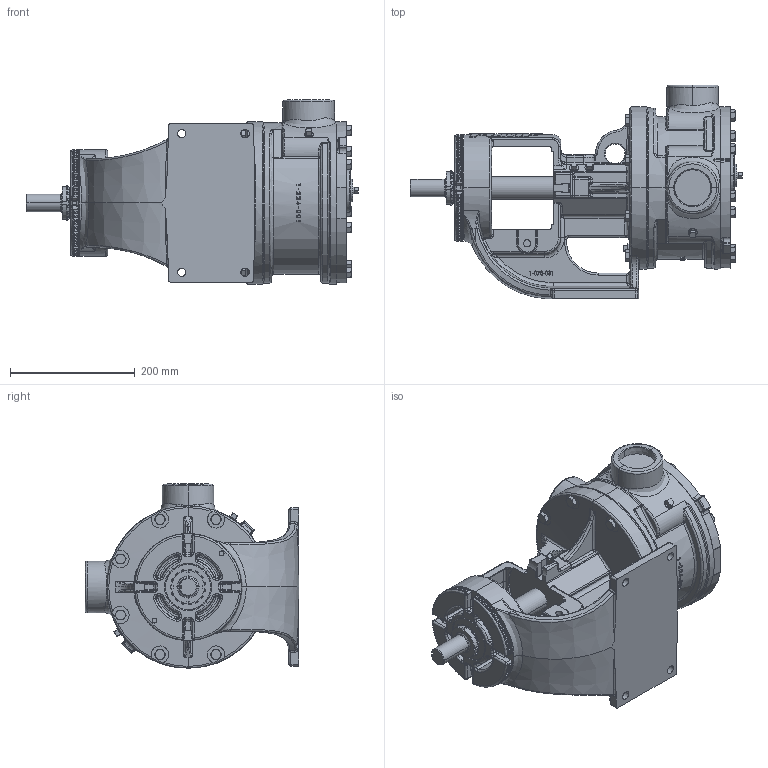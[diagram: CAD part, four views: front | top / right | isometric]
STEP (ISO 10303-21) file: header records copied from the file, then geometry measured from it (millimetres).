
FILE_DESCRIPTION (( 'STEP AP214' ), '1' );
FILE_NAME ('L124A.STEP', '2016-08-15T16:21:50', ( '' ), ( '' ), 'SwSTEP 2.0', 'SolidWorks 2015', '' );
FILE_SCHEMA (( 'AUTOMOTIVE_DESIGN' ));
Length unit declared in the file: inch
Products named in the file (1): L124A
Bounding box: 532.97 x 342.9 x 295.66 mm (x, y, z)
Volume: 11759444.2 mm3; surface area: 702275 mm2
Topology: 1 solids, 1 shells, 2857 faces, 7252 edges, 4382 vertices
Faces by surface type: plane 879, bspline 853, cone 613, cylinder 512
Entity records: 224636 total; most frequent: CARTESIAN_POINT 125652, ORIENTED_EDGE 14302, DIRECTION 11185, EDGE_CURVE 7151, VERTEX_POINT 4382, AXIS2_PLACEMENT_3D 4378, EDGE_LOOP 2965, DIMENSIONAL_EXPONENTS 2860
